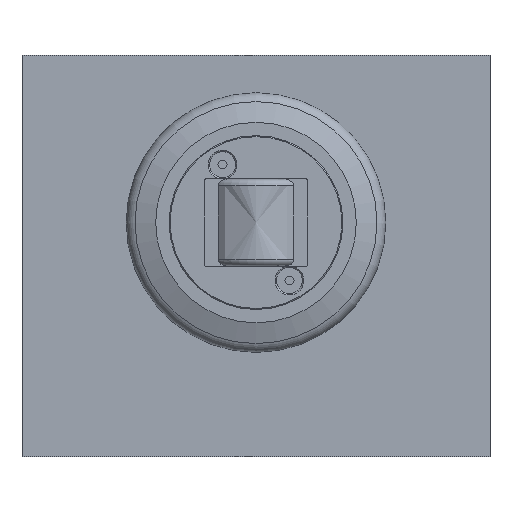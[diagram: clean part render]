
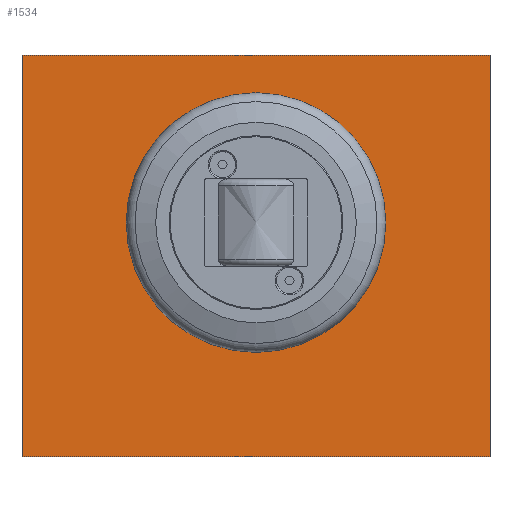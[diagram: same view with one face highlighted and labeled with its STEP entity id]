
A CAD part, front view. The second image highlights one B-rep face of the part: STEP entity #1534.
In plain terms, the highlighted planar face has unit normal (0, -1, 0).
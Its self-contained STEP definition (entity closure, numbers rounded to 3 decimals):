
#72=FACE_BOUND('',#308,.T.);
#132=CIRCLE('',#1691,26.5);
#209=FACE_OUTER_BOUND('',#307,.T.);
#307=EDGE_LOOP('',(#1313,#1314,#1315,#1316));
#308=EDGE_LOOP('',(#1317));
#408=LINE('',#2499,#545);
#413=LINE('',#2513,#550);
#431=LINE('',#2579,#568);
#434=LINE('',#2583,#571);
#545=VECTOR('',#1972,10.);
#550=VECTOR('',#1983,10.);
#568=VECTOR('',#2041,10.);
#571=VECTOR('',#2046,10.);
#692=VERTEX_POINT('',#2496);
#693=VERTEX_POINT('',#2498);
#699=VERTEX_POINT('',#2512);
#727=VERTEX_POINT('',#2578);
#736=VERTEX_POINT('',#2612);
#882=EDGE_CURVE('',#693,#692,#408,.T.);
#889=EDGE_CURVE('',#699,#693,#413,.T.);
#922=EDGE_CURVE('',#699,#727,#431,.T.);
#925=EDGE_CURVE('',#727,#692,#434,.T.);
#939=EDGE_CURVE('',#736,#736,#132,.T.);
#1313=ORIENTED_EDGE('',*,*,#882,.T.);
#1314=ORIENTED_EDGE('',*,*,#925,.F.);
#1315=ORIENTED_EDGE('',*,*,#922,.F.);
#1316=ORIENTED_EDGE('',*,*,#889,.T.);
#1317=ORIENTED_EDGE('',*,*,#939,.T.);
#1460=PLANE('',#1690);
#1534=ADVANCED_FACE('',(#209,#72),#1460,.T.);
#1690=AXIS2_PLACEMENT_3D('',#2611,#2072,#2073);
#1691=AXIS2_PLACEMENT_3D('',#2613,#2074,#2075);
#1972=DIRECTION('',(0.,0.,1.));
#1983=DIRECTION('',(1.,0.,0.));
#2041=DIRECTION('',(0.,0.,1.));
#2046=DIRECTION('',(1.,0.,0.));
#2072=DIRECTION('center_axis',(0.,-1.,0.));
#2073=DIRECTION('ref_axis',(0.,0.,-1.));
#2074=DIRECTION('center_axis',(0.,1.,0.));
#2075=DIRECTION('ref_axis',(0.,0.,1.));
#2496=CARTESIAN_POINT('',(140.,0.,120.));
#2498=CARTESIAN_POINT('',(140.,0.,0.));
#2499=CARTESIAN_POINT('',(140.,0.,0.));
#2512=CARTESIAN_POINT('',(0.,0.,0.));
#2513=CARTESIAN_POINT('',(0.,0.,0.));
#2578=CARTESIAN_POINT('',(0.,0.,120.));
#2579=CARTESIAN_POINT('',(0.,0.,0.));
#2583=CARTESIAN_POINT('',(0.,0.,120.));
#2611=CARTESIAN_POINT('Origin',(0.,0.,0.));
#2612=CARTESIAN_POINT('',(70.,0.,43.5));
#2613=CARTESIAN_POINT('Origin',(70.,0.,70.));
